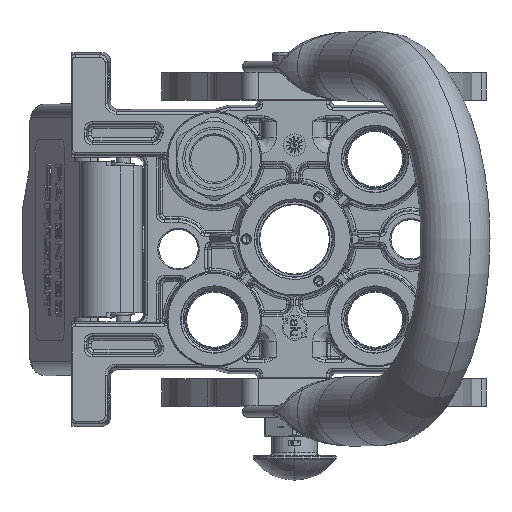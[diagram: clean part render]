
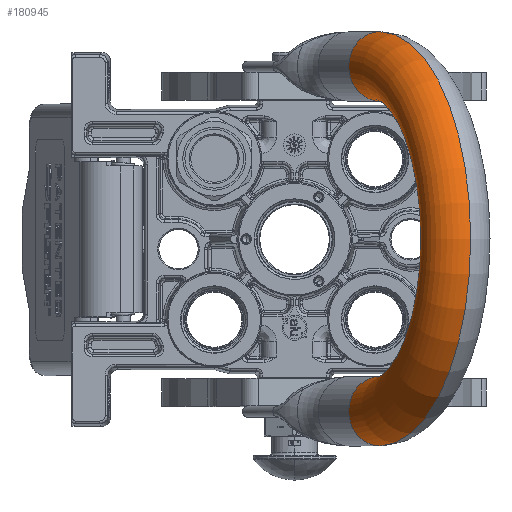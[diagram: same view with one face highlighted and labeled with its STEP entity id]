
A CAD part, top view. The second image highlights one B-rep face of the part: STEP entity #180945.
In plain terms, the highlighted toroidal (fillet/blend) face has major radius 62.25 mm and minor radius 12.5 mm.
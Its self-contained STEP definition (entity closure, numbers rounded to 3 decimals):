
#2860 = VERTEX_POINT ( 'NONE', #143677 ) ;
#3005 = CIRCLE ( 'NONE', #160796, 12.5 ) ;
#5710 = EDGE_CURVE ( 'NONE', #93116, #143381, #29762, .T. ) ;
#9459 = ORIENTED_EDGE ( 'NONE', *, *, #167743, .F. ) ;
#15247 = CARTESIAN_POINT ( 'NONE',  ( 0., 0., 25.25 ) ) ;
#16677 = CARTESIAN_POINT ( 'NONE',  ( -62.25, 0., 25.25 ) ) ;
#19526 = CARTESIAN_POINT ( 'NONE',  ( 62.25, 0., 25.25 ) ) ;
#29762 = CIRCLE ( 'NONE', #118584, 74.75 ) ;
#40610 = CARTESIAN_POINT ( 'NONE',  ( 0., 0., 25.25 ) ) ;
#41219 = ORIENTED_EDGE ( 'NONE', *, *, #5710, .F. ) ;
#57814 = CIRCLE ( 'NONE', #82309, 12.5 ) ;
#57976 = CARTESIAN_POINT ( 'NONE',  ( 74.75, 0., 25.25 ) ) ;
#62413 = EDGE_CURVE ( 'NONE', #93116, #82282, #3005, .T. ) ;
#70346 = DIRECTION ( 'NONE',  ( 0., 1., 0. ) ) ;
#72391 = DIRECTION ( 'NONE',  ( 0., 0., 1. ) ) ;
#77252 = TOROIDAL_SURFACE ( 'NONE', #176044, 62.25, 12.5 ) ;
#82282 = VERTEX_POINT ( 'NONE', #125019 ) ;
#82309 = AXIS2_PLACEMENT_3D ( 'NONE', #19526, #89981, #160550 ) ;
#83282 = DIRECTION ( 'NONE',  ( 1., 0., 0. ) ) ;
#86339 = DIRECTION ( 'NONE',  ( -1., 0., 0. ) ) ;
#89981 = DIRECTION ( 'NONE',  ( 0., 0., -1. ) ) ;
#93007 = ORIENTED_EDGE ( 'NONE', *, *, #62413, .T. ) ;
#93116 = VERTEX_POINT ( 'NONE', #129630 ) ;
#105583 = DIRECTION ( 'NONE',  ( 0., 1., 0. ) ) ;
#114319 = EDGE_LOOP ( 'NONE', ( #121242, #9459, #41219, #93007 ) ) ;
#118584 = AXIS2_PLACEMENT_3D ( 'NONE', #15247, #70346, #86339 ) ;
#120195 = EDGE_CURVE ( 'NONE', #82282, #2860, #158591, .T. ) ;
#121242 = ORIENTED_EDGE ( 'NONE', *, *, #120195, .T. ) ;
#125019 = CARTESIAN_POINT ( 'NONE',  ( -49.75, 0., 25.25 ) ) ;
#128653 = DIRECTION ( 'NONE',  ( -1., 0., 0. ) ) ;
#129630 = CARTESIAN_POINT ( 'NONE',  ( -74.75, 0., 25.25 ) ) ;
#143381 = VERTEX_POINT ( 'NONE', #57976 ) ;
#143677 = CARTESIAN_POINT ( 'NONE',  ( 49.75, 0., 25.25 ) ) ;
#148283 = DIRECTION ( 'NONE',  ( -1., 0., 0. ) ) ;
#148918 = CARTESIAN_POINT ( 'NONE',  ( 0., 0., 25.25 ) ) ;
#150807 = AXIS2_PLACEMENT_3D ( 'NONE', #148918, #105583, #148283 ) ;
#152539 = FACE_OUTER_BOUND ( 'NONE', #114319, .T. ) ;
#153871 = DIRECTION ( 'NONE',  ( 0., 1., 0. ) ) ;
#158591 = CIRCLE ( 'NONE', #150807, 49.75 ) ;
#160550 = DIRECTION ( 'NONE',  ( 1., 0., 0. ) ) ;
#160796 = AXIS2_PLACEMENT_3D ( 'NONE', #16677, #72391, #128653 ) ;
#167743 = EDGE_CURVE ( 'NONE', #143381, #2860, #57814, .T. ) ;
#176044 = AXIS2_PLACEMENT_3D ( 'NONE', #40610, #153871, #83282 ) ;
#180945 = ADVANCED_FACE ( 'NONE', ( #152539 ), #77252, .T. ) ;
